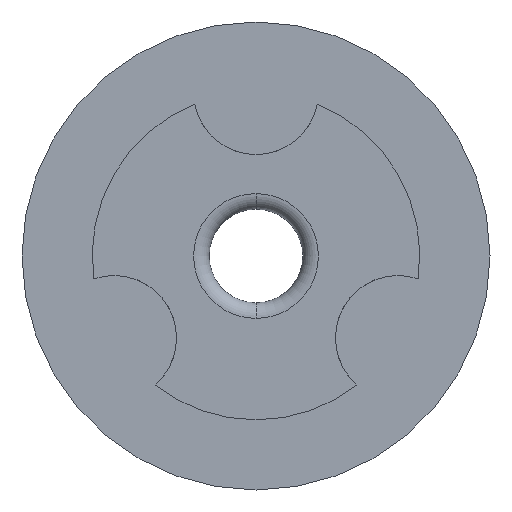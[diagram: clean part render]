
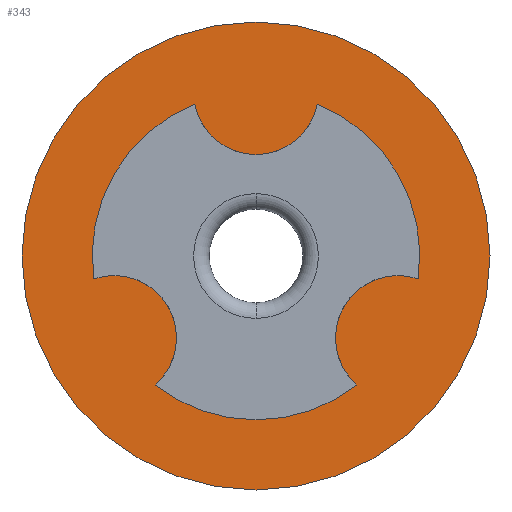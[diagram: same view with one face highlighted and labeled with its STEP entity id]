
A CAD part, front view. The second image highlights one B-rep face of the part: STEP entity #343.
In plain terms, the highlighted planar face has unit normal (0, -1, 0).
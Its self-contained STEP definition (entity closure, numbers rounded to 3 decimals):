
#13 = CARTESIAN_POINT ( 'NONE',  ( 0., 0., 0. ) ) ;
#20 = CARTESIAN_POINT ( 'NONE',  ( 0., 0., 3.25 ) ) ;
#24 = DIRECTION ( 'NONE',  ( 0., 0., 1. ) ) ;
#30 = CARTESIAN_POINT ( 'NONE',  ( 4.708, 0., -0.632 ) ) ;
#52 = ORIENTED_EDGE ( 'NONE', *, *, #704, .F. ) ;
#59 = AXIS2_PLACEMENT_3D ( 'NONE', #449, #161, #24 ) ;
#61 = DIRECTION ( 'NONE',  ( 0., 0., 1. ) ) ;
#83 = AXIS2_PLACEMENT_3D ( 'NONE', #848, #117, #611 ) ;
#89 = VERTEX_POINT ( 'NONE', #474 ) ;
#90 = EDGE_CURVE ( 'NONE', #737, #106, #807, .T. ) ;
#98 = DIRECTION ( 'NONE',  ( 0., -1., 0. ) ) ;
#100 = CIRCLE ( 'NONE', #634, 2. ) ;
#101 = AXIS2_PLACEMENT_3D ( 'NONE', #13, #144, #225 ) ;
#106 = VERTEX_POINT ( 'NONE', #555 ) ;
#109 = CARTESIAN_POINT ( 'NONE',  ( 0., 0., 0. ) ) ;
#117 = DIRECTION ( 'NONE',  ( 0., -1., 0. ) ) ;
#118 = EDGE_CURVE ( 'NONE', #324, #195, #730, .T. ) ;
#130 = DIRECTION ( 'NONE',  ( 0., -1., 0. ) ) ;
#144 = DIRECTION ( 'NONE',  ( 0., -1., 0. ) ) ;
#157 = CIRCLE ( 'NONE', #905, 4.75 ) ;
#161 = DIRECTION ( 'NONE',  ( 0., -1., 0. ) ) ;
#175 = EDGE_CURVE ( 'NONE', #89, #863, #453, .T. ) ;
#195 = VERTEX_POINT ( 'NONE', #376 ) ;
#211 = EDGE_CURVE ( 'NONE', #246, #863, #375, .T. ) ;
#225 = DIRECTION ( 'NONE',  ( 0., 0., -1. ) ) ;
#227 = EDGE_LOOP ( 'NONE', ( #665, #52 ) ) ;
#236 = DIRECTION ( 'NONE',  ( 0., 0., 1. ) ) ;
#241 = DIRECTION ( 'NONE',  ( 0., 1., 0. ) ) ;
#246 = VERTEX_POINT ( 'NONE', #454 ) ;
#282 = CIRCLE ( 'NONE', #658, 2. ) ;
#309 = ORIENTED_EDGE ( 'NONE', *, *, #462, .T. ) ;
#324 = VERTEX_POINT ( 'NONE', #20 ) ;
#334 = CARTESIAN_POINT ( 'NONE',  ( -4.708, 0., -0.632 ) ) ;
#343 = ADVANCED_FACE ( 'NONE', ( #877, #598 ), #724, .F. ) ;
#345 = CARTESIAN_POINT ( 'NONE',  ( 0., 0., 5.25 ) ) ;
#363 = AXIS2_PLACEMENT_3D ( 'NONE', #448, #653, #236 ) ;
#372 = EDGE_CURVE ( 'NONE', #89, #324, #282, .T. ) ;
#375 = CIRCLE ( 'NONE', #59, 2. ) ;
#376 = CARTESIAN_POINT ( 'NONE',  ( 1.807, 0., 4.393 ) ) ;
#379 = CIRCLE ( 'NONE', #363, 7.5 ) ;
#390 = DIRECTION ( 'NONE',  ( 0., 0., -1. ) ) ;
#430 = CIRCLE ( 'NONE', #101, 4.75 ) ;
#432 = CARTESIAN_POINT ( 'NONE',  ( 2.901, 0., -3.761 ) ) ;
#448 = CARTESIAN_POINT ( 'NONE',  ( 0., 0., 0. ) ) ;
#449 = CARTESIAN_POINT ( 'NONE',  ( -4.547, 0., -2.625 ) ) ;
#453 = CIRCLE ( 'NONE', #83, 4.75 ) ;
#454 = CARTESIAN_POINT ( 'NONE',  ( -2.901, 0., -3.761 ) ) ;
#458 = ORIENTED_EDGE ( 'NONE', *, *, #536, .F. ) ;
#462 = EDGE_CURVE ( 'NONE', #803, #569, #100, .T. ) ;
#474 = CARTESIAN_POINT ( 'NONE',  ( -1.807, 0., 4.393 ) ) ;
#491 = DIRECTION ( 'NONE',  ( 0., -1., 0. ) ) ;
#520 = ORIENTED_EDGE ( 'NONE', *, *, #211, .T. ) ;
#534 = AXIS2_PLACEMENT_3D ( 'NONE', #345, #491, #895 ) ;
#536 = EDGE_CURVE ( 'NONE', #803, #195, #430, .T. ) ;
#550 = ORIENTED_EDGE ( 'NONE', *, *, #795, .F. ) ;
#555 = CARTESIAN_POINT ( 'NONE',  ( 0., 0., 7.5 ) ) ;
#569 = VERTEX_POINT ( 'NONE', #432 ) ;
#587 = AXIS2_PLACEMENT_3D ( 'NONE', #651, #241, #880 ) ;
#598 = FACE_OUTER_BOUND ( 'NONE', #227, .T. ) ;
#611 = DIRECTION ( 'NONE',  ( 0., 0., -1. ) ) ;
#634 = AXIS2_PLACEMENT_3D ( 'NONE', #755, #130, #61 ) ;
#651 = CARTESIAN_POINT ( 'NONE',  ( 0., 0., 0. ) ) ;
#653 = DIRECTION ( 'NONE',  ( 0., 1., 0. ) ) ;
#658 = AXIS2_PLACEMENT_3D ( 'NONE', #685, #672, #739 ) ;
#665 = ORIENTED_EDGE ( 'NONE', *, *, #90, .F. ) ;
#669 = ORIENTED_EDGE ( 'NONE', *, *, #372, .T. ) ;
#670 = ORIENTED_EDGE ( 'NONE', *, *, #175, .F. ) ;
#672 = DIRECTION ( 'NONE',  ( 0., -1., 0. ) ) ;
#685 = CARTESIAN_POINT ( 'NONE',  ( 0., 0., 5.25 ) ) ;
#690 = AXIS2_PLACEMENT_3D ( 'NONE', #692, #837, #825 ) ;
#692 = CARTESIAN_POINT ( 'NONE',  ( 0., 0., 0. ) ) ;
#704 = EDGE_CURVE ( 'NONE', #106, #737, #379, .T. ) ;
#724 = PLANE ( 'NONE',  #587 ) ;
#730 = CIRCLE ( 'NONE', #534, 2. ) ;
#737 = VERTEX_POINT ( 'NONE', #797 ) ;
#739 = DIRECTION ( 'NONE',  ( 0., 0., 1. ) ) ;
#743 = EDGE_LOOP ( 'NONE', ( #670, #669, #811, #458, #309, #550, #520 ) ) ;
#755 = CARTESIAN_POINT ( 'NONE',  ( 4.547, 0., -2.625 ) ) ;
#795 = EDGE_CURVE ( 'NONE', #246, #569, #157, .T. ) ;
#797 = CARTESIAN_POINT ( 'NONE',  ( 0., 0., -7.5 ) ) ;
#803 = VERTEX_POINT ( 'NONE', #30 ) ;
#807 = CIRCLE ( 'NONE', #690, 7.5 ) ;
#811 = ORIENTED_EDGE ( 'NONE', *, *, #118, .T. ) ;
#825 = DIRECTION ( 'NONE',  ( 0., 0., 1. ) ) ;
#837 = DIRECTION ( 'NONE',  ( 0., 1., 0. ) ) ;
#848 = CARTESIAN_POINT ( 'NONE',  ( 0., 0., 0. ) ) ;
#863 = VERTEX_POINT ( 'NONE', #334 ) ;
#877 = FACE_BOUND ( 'NONE', #743, .T. ) ;
#880 = DIRECTION ( 'NONE',  ( 0., 0., 1. ) ) ;
#895 = DIRECTION ( 'NONE',  ( 0., 0., 1. ) ) ;
#905 = AXIS2_PLACEMENT_3D ( 'NONE', #109, #98, #390 ) ;
